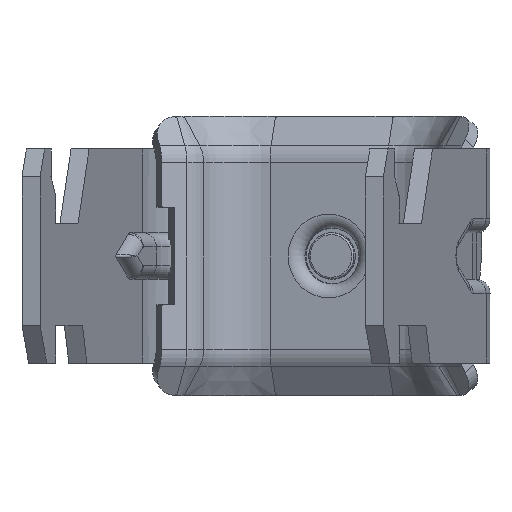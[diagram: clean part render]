
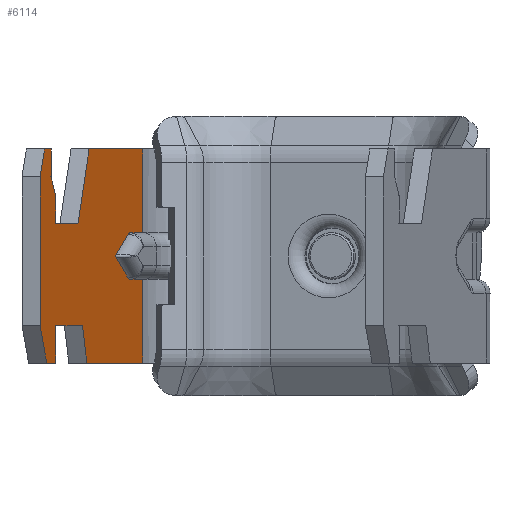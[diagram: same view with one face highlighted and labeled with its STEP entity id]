
A CAD part, left-side view. The second image highlights one B-rep face of the part: STEP entity #6114.
In plain terms, the highlighted planar face has unit normal (-0.24, -0.971, 0).
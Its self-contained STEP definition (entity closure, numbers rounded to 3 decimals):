
#387=PLANE('',#6785);
#738=FACE_OUTER_BOUND('',#1124,.T.);
#1124=EDGE_LOOP('',(#5028,#5029,#5030,#5031,#5032,#5033,#5034,#5035,#5036,
#5037,#5038,#5039,#5040,#5041,#5042,#5043,#5044,#5045,#5046,#5047,#5048,
#5049,#5050,#5051));
#1411=LINE('',#9675,#1862);
#1487=LINE('',#11421,#1938);
#1488=LINE('',#11424,#1939);
#1491=LINE('',#11444,#1942);
#1493=LINE('',#11453,#1944);
#1494=LINE('',#11455,#1945);
#1495=LINE('',#11457,#1946);
#1496=LINE('',#11459,#1947);
#1497=LINE('',#11461,#1948);
#1498=LINE('',#11463,#1949);
#1499=LINE('',#11465,#1950);
#1500=LINE('',#11467,#1951);
#1501=LINE('',#11469,#1952);
#1502=LINE('',#11471,#1953);
#1503=LINE('',#11473,#1954);
#1504=LINE('',#11475,#1955);
#1505=LINE('',#11477,#1956);
#1506=LINE('',#11479,#1957);
#1507=LINE('',#11481,#1958);
#1508=LINE('',#11483,#1959);
#1509=LINE('',#11484,#1960);
#1862=VECTOR('',#7654,10.);
#1938=VECTOR('',#8096,10.);
#1939=VECTOR('',#8099,10.);
#1942=VECTOR('',#8112,10.);
#1944=VECTOR('',#8126,10.);
#1945=VECTOR('',#8127,10.);
#1946=VECTOR('',#8128,10.);
#1947=VECTOR('',#8129,10.);
#1948=VECTOR('',#8130,10.);
#1949=VECTOR('',#8131,10.);
#1950=VECTOR('',#8132,10.);
#1951=VECTOR('',#8133,10.);
#1952=VECTOR('',#8134,10.);
#1953=VECTOR('',#8135,10.);
#1954=VECTOR('',#8136,10.);
#1955=VECTOR('',#8137,10.);
#1956=VECTOR('',#8138,10.);
#1957=VECTOR('',#8139,10.);
#1958=VECTOR('',#8140,10.);
#1959=VECTOR('',#8141,10.);
#1960=VECTOR('',#8142,10.);
#2410=CIRCLE('',#6762,0.2);
#2415=CIRCLE('',#6770,2.);
#2419=CIRCLE('',#6776,2.);
#2679=VERTEX_POINT('',#9672);
#2680=VERTEX_POINT('',#9674);
#2682=VERTEX_POINT('',#9680);
#2834=VERTEX_POINT('',#11147);
#2836=VERTEX_POINT('',#11150);
#2846=VERTEX_POINT('',#11414);
#2848=VERTEX_POINT('',#11423);
#2850=VERTEX_POINT('',#11437);
#2852=VERTEX_POINT('',#11452);
#2853=VERTEX_POINT('',#11454);
#2854=VERTEX_POINT('',#11456);
#2855=VERTEX_POINT('',#11458);
#2856=VERTEX_POINT('',#11460);
#2857=VERTEX_POINT('',#11462);
#2858=VERTEX_POINT('',#11464);
#2859=VERTEX_POINT('',#11466);
#2860=VERTEX_POINT('',#11468);
#2861=VERTEX_POINT('',#11470);
#2862=VERTEX_POINT('',#11472);
#2863=VERTEX_POINT('',#11474);
#2864=VERTEX_POINT('',#11476);
#2865=VERTEX_POINT('',#11478);
#2866=VERTEX_POINT('',#11480);
#2867=VERTEX_POINT('',#11482);
#3344=EDGE_CURVE('',#2680,#2679,#1411,.T.);
#3600=EDGE_CURVE('',#2834,#2836,#2410,.T.);
#3624=EDGE_CURVE('',#2846,#2680,#2415,.T.);
#3628=EDGE_CURVE('',#2836,#2846,#1487,.T.);
#3629=EDGE_CURVE('',#2848,#2834,#1488,.T.);
#3632=EDGE_CURVE('',#2850,#2848,#2419,.T.);
#3636=EDGE_CURVE('',#2682,#2850,#1491,.T.);
#3638=EDGE_CURVE('',#2679,#2852,#1493,.T.);
#3639=EDGE_CURVE('',#2853,#2852,#1494,.T.);
#3640=EDGE_CURVE('',#2853,#2854,#1495,.T.);
#3641=EDGE_CURVE('',#2854,#2855,#1496,.T.);
#3642=EDGE_CURVE('',#2855,#2856,#1497,.T.);
#3643=EDGE_CURVE('',#2856,#2857,#1498,.T.);
#3644=EDGE_CURVE('',#2857,#2858,#1499,.T.);
#3645=EDGE_CURVE('',#2859,#2858,#1500,.T.);
#3646=EDGE_CURVE('',#2859,#2860,#1501,.T.);
#3647=EDGE_CURVE('',#2861,#2860,#1502,.T.);
#3648=EDGE_CURVE('',#2861,#2862,#1503,.T.);
#3649=EDGE_CURVE('',#2863,#2862,#1504,.T.);
#3650=EDGE_CURVE('',#2863,#2864,#1505,.T.);
#3651=EDGE_CURVE('',#2864,#2865,#1506,.T.);
#3652=EDGE_CURVE('',#2865,#2866,#1507,.T.);
#3653=EDGE_CURVE('',#2867,#2866,#1508,.T.);
#3654=EDGE_CURVE('',#2867,#2682,#1509,.T.);
#5028=ORIENTED_EDGE('',*,*,#3636,.T.);
#5029=ORIENTED_EDGE('',*,*,#3632,.T.);
#5030=ORIENTED_EDGE('',*,*,#3629,.T.);
#5031=ORIENTED_EDGE('',*,*,#3600,.T.);
#5032=ORIENTED_EDGE('',*,*,#3628,.T.);
#5033=ORIENTED_EDGE('',*,*,#3624,.T.);
#5034=ORIENTED_EDGE('',*,*,#3344,.T.);
#5035=ORIENTED_EDGE('',*,*,#3638,.T.);
#5036=ORIENTED_EDGE('',*,*,#3639,.F.);
#5037=ORIENTED_EDGE('',*,*,#3640,.T.);
#5038=ORIENTED_EDGE('',*,*,#3641,.T.);
#5039=ORIENTED_EDGE('',*,*,#3642,.T.);
#5040=ORIENTED_EDGE('',*,*,#3643,.T.);
#5041=ORIENTED_EDGE('',*,*,#3644,.T.);
#5042=ORIENTED_EDGE('',*,*,#3645,.F.);
#5043=ORIENTED_EDGE('',*,*,#3646,.T.);
#5044=ORIENTED_EDGE('',*,*,#3647,.F.);
#5045=ORIENTED_EDGE('',*,*,#3648,.T.);
#5046=ORIENTED_EDGE('',*,*,#3649,.F.);
#5047=ORIENTED_EDGE('',*,*,#3650,.T.);
#5048=ORIENTED_EDGE('',*,*,#3651,.T.);
#5049=ORIENTED_EDGE('',*,*,#3652,.T.);
#5050=ORIENTED_EDGE('',*,*,#3653,.F.);
#5051=ORIENTED_EDGE('',*,*,#3654,.T.);
#6114=ADVANCED_FACE('',(#738),#387,.F.);
#6762=AXIS2_PLACEMENT_3D('',#11152,#8068,#8069);
#6770=AXIS2_PLACEMENT_3D('',#11415,#8087,#8088);
#6776=AXIS2_PLACEMENT_3D('',#11438,#8103,#8104);
#6785=AXIS2_PLACEMENT_3D('',#11451,#8124,#8125);
#7654=DIRECTION('',(0.971,-0.24,0.));
#8068=DIRECTION('center_axis',(0.24,0.971,0.));
#8069=DIRECTION('ref_axis',(-0.364,0.09,0.927));
#8087=DIRECTION('center_axis',(0.24,0.971,0.));
#8088=DIRECTION('ref_axis',(0.,0.,
1.));
#8096=DIRECTION('',(0.9,-0.222,0.375));
#8099=DIRECTION('',(-0.898,0.222,0.38));
#8103=DIRECTION('center_axis',(0.24,0.971,0.));
#8104=DIRECTION('ref_axis',(-0.368,0.091,-0.925));
#8112=DIRECTION('',(-0.971,0.24,0.));
#8124=DIRECTION('center_axis',(0.24,0.971,0.));
#8125=DIRECTION('ref_axis',(0.,0.,-1.));
#8126=DIRECTION('',(0.,0.,1.));
#8127=DIRECTION('',(0.971,-0.24,0.));
#8128=DIRECTION('',(-0.515,0.127,-0.848));
#8129=DIRECTION('',(-0.971,0.24,0.));
#8130=DIRECTION('',(0.,0.,1.));
#8131=DIRECTION('',(-0.687,0.169,0.707));
#8132=DIRECTION('',(0.,0.,1.));
#8133=DIRECTION('',(0.971,-0.24,0.));
#8134=DIRECTION('',(-0.539,0.133,-0.832));
#8135=DIRECTION('',(0.,0.,1.));
#8136=DIRECTION('',(0.583,-0.144,-0.8));
#8137=DIRECTION('',(-0.971,0.24,0.));
#8138=DIRECTION('',(0.,0.,1.));
#8139=DIRECTION('',(0.971,-0.24,0.));
#8140=DIRECTION('',(0.434,-0.107,-0.894));
#8141=DIRECTION('',(-0.971,0.24,0.));
#8142=DIRECTION('',(0.,0.,1.));
#9672=CARTESIAN_POINT('',(-28.326,8.364,2.483));
#9674=CARTESIAN_POINT('',(-33.955,9.753,2.483));
#9675=CARTESIAN_POINT('',(-14.12,4.858,2.483));
#9680=CARTESIAN_POINT('',(-28.326,8.364,-2.517));
#11147=CARTESIAN_POINT('',(-39.856,11.209,-0.186));
#11150=CARTESIAN_POINT('',(-39.855,11.209,0.184));
#11152=CARTESIAN_POINT('Origin',(-39.782,11.191,-0.001));
#11414=CARTESIAN_POINT('',(-34.682,9.932,2.337));
#11415=CARTESIAN_POINT('Origin',(-33.955,9.753,0.483));
#11421=CARTESIAN_POINT('',(-22.718,6.98,7.316));
#11423=CARTESIAN_POINT('',(-34.694,9.935,-2.368));
#11424=CARTESIAN_POINT('',(-20.213,6.362,-8.487));
#11437=CARTESIAN_POINT('',(-33.957,9.754,-2.517));
#11438=CARTESIAN_POINT('Origin',(-33.957,9.754,-0.517));
#11444=CARTESIAN_POINT('',(-14.12,4.858,-2.517));
#11451=CARTESIAN_POINT('Origin',(0.086,1.352,0.));
#11452=CARTESIAN_POINT('',(-28.326,8.364,11.5));
#11453=CARTESIAN_POINT('',(-28.326,8.364,0.));
#11454=CARTESIAN_POINT('',(-51.627,14.114,11.5));
#11455=CARTESIAN_POINT('',(73.159,-16.681,11.5));
#11456=CARTESIAN_POINT('',(-56.481,15.312,3.5));
#11457=CARTESIAN_POINT('',(-49.3,13.54,15.335));
#11458=CARTESIAN_POINT('',(-66.19,17.708,3.5));
#11459=CARTESIAN_POINT('',(-33.052,9.53,3.5));
#11460=CARTESIAN_POINT('',(-66.19,17.708,6.5));
#11461=CARTESIAN_POINT('',(-66.19,17.708,3.25));
#11462=CARTESIAN_POINT('',(-68.132,18.187,8.5));
#11463=CARTESIAN_POINT('',(-49.014,13.469,-11.191));
#11464=CARTESIAN_POINT('',(-68.132,18.187,11.5));
#11465=CARTESIAN_POINT('',(-68.132,18.187,5.75));
#11466=CARTESIAN_POINT('',(-71.044,18.906,11.5));
#11467=CARTESIAN_POINT('',(73.159,-16.681,11.5));
#11468=CARTESIAN_POINT('',(-72.986,19.385,8.5));
#11469=CARTESIAN_POINT('',(-63.649,17.081,22.926));
#11470=CARTESIAN_POINT('',(-72.986,19.385,-7.5));
#11471=CARTESIAN_POINT('',(-72.986,19.385,-11.5));
#11472=CARTESIAN_POINT('',(-70.074,18.667,-11.5));
#11473=CARTESIAN_POINT('',(-60.124,16.211,-25.164));
#11474=CARTESIAN_POINT('',(-66.19,17.708,-11.5));
#11475=CARTESIAN_POINT('',(-28.326,8.364,-11.5));
#11476=CARTESIAN_POINT('',(-66.19,17.708,-7.5));
#11477=CARTESIAN_POINT('',(-66.19,17.708,-3.75));
#11478=CARTESIAN_POINT('',(-54.54,14.833,-7.5));
#11479=CARTESIAN_POINT('',(-27.227,8.093,-7.5));
#11480=CARTESIAN_POINT('',(-52.598,14.354,-11.5));
#11481=CARTESIAN_POINT('',(-49.562,13.605,-17.753));
#11482=CARTESIAN_POINT('',(-28.326,8.364,-11.5));
#11483=CARTESIAN_POINT('',(-28.326,8.364,-11.5));
#11484=CARTESIAN_POINT('',(-28.326,8.364,0.));
